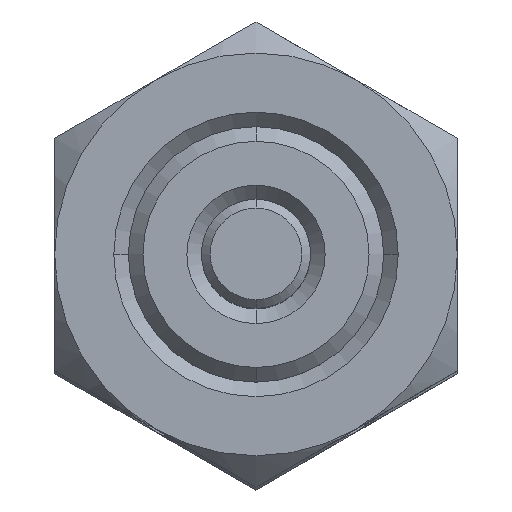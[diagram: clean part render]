
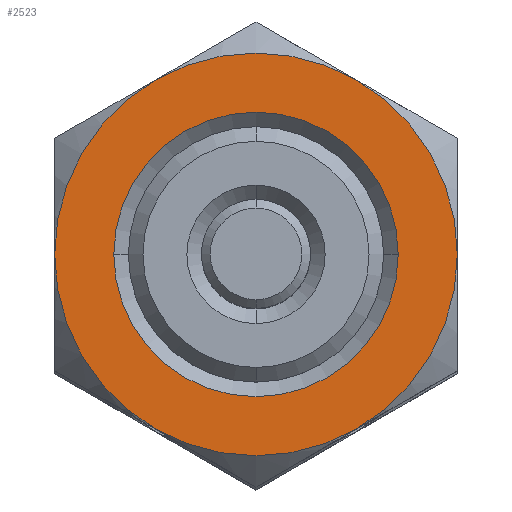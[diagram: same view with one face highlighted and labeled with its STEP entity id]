
A CAD part, top view. The second image highlights one B-rep face of the part: STEP entity #2523.
In plain terms, the highlighted planar face has unit normal (0, 0, 1).
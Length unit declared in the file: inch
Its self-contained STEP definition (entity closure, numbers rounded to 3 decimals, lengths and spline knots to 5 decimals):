
#39 = VERTEX_POINT ( 'NONE', #1362 ) ;
#42 = DIRECTION ( 'NONE',  ( 0., 0., 1. ) ) ;
#75 = CIRCLE ( 'NONE', #3311, 0.345 ) ;
#95 = ORIENTED_EDGE ( 'NONE', *, *, #1300, .T. ) ;
#285 = CARTESIAN_POINT ( 'NONE',  ( 0.345, 0., 0.125 ) ) ;
#311 = CIRCLE ( 'NONE', #985, 0.24375 ) ;
#314 = DIRECTION ( 'NONE',  ( 1., 0., 0. ) ) ;
#375 = ORIENTED_EDGE ( 'NONE', *, *, #2192, .T. ) ;
#385 = CARTESIAN_POINT ( 'NONE',  ( 0., 0., 0.125 ) ) ;
#470 = EDGE_LOOP ( 'NONE', ( #95, #712, #927, #2321, #3858, #2576 ) ) ;
#515 = CARTESIAN_POINT ( 'NONE',  ( 0., 0., 0.125 ) ) ;
#588 = AXIS2_PLACEMENT_3D ( 'NONE', #1917, #42, #2220 ) ;
#595 = EDGE_CURVE ( 'NONE', #3827, #3989, #4001, .T. ) ;
#698 = DIRECTION ( 'NONE',  ( 0., 0., 1. ) ) ;
#704 = DIRECTION ( 'NONE',  ( 1., 0., 0. ) ) ;
#712 = ORIENTED_EDGE ( 'NONE', *, *, #3677, .T. ) ;
#714 = CIRCLE ( 'NONE', #2291, 0.345 ) ;
#755 = EDGE_CURVE ( 'NONE', #2092, #2521, #1214, .T. ) ;
#774 = CARTESIAN_POINT ( 'NONE',  ( 0.1725, 0.29878, 0.125 ) ) ;
#835 = DIRECTION ( 'NONE',  ( 1., 0., 0. ) ) ;
#859 = DIRECTION ( 'NONE',  ( 1., 0., 0. ) ) ;
#927 = ORIENTED_EDGE ( 'NONE', *, *, #755, .T. ) ;
#985 = AXIS2_PLACEMENT_3D ( 'NONE', #515, #2695, #835 ) ;
#1072 = AXIS2_PLACEMENT_3D ( 'NONE', #1866, #4043, #2155 ) ;
#1162 = DIRECTION ( 'NONE',  ( 0., 0., -1. ) ) ;
#1214 = CIRCLE ( 'NONE', #2451, 0.345 ) ;
#1300 = EDGE_CURVE ( 'NONE', #3989, #2367, #714, .T. ) ;
#1334 = VERTEX_POINT ( 'NONE', #2239 ) ;
#1362 = CARTESIAN_POINT ( 'NONE',  ( -0.345, 0., 0.125 ) ) ;
#1477 = EDGE_CURVE ( 'NONE', #1334, #3650, #311, .T. ) ;
#1726 = CARTESIAN_POINT ( 'NONE',  ( 0., 0., 0.125 ) ) ;
#1750 = CARTESIAN_POINT ( 'NONE',  ( -0.1725, -0.29878, 0.125 ) ) ;
#1788 = FACE_OUTER_BOUND ( 'NONE', #470, .T. ) ;
#1866 = CARTESIAN_POINT ( 'NONE',  ( 0., 0., 0.125 ) ) ;
#1917 = CARTESIAN_POINT ( 'NONE',  ( 0., 0., 0.125 ) ) ;
#1920 = ORIENTED_EDGE ( 'NONE', *, *, #1477, .T. ) ;
#1957 = CARTESIAN_POINT ( 'NONE',  ( 0., 0., 0.125 ) ) ;
#2026 = DIRECTION ( 'NONE',  ( 1., 0., 0. ) ) ;
#2092 = VERTEX_POINT ( 'NONE', #774 ) ;
#2105 = CIRCLE ( 'NONE', #3616, 0.24375 ) ;
#2155 = DIRECTION ( 'NONE',  ( 1., 0., 0. ) ) ;
#2161 = CARTESIAN_POINT ( 'NONE',  ( 0.24375, 0., 0.125 ) ) ;
#2180 = DIRECTION ( 'NONE',  ( 0., 0., 1. ) ) ;
#2192 = EDGE_CURVE ( 'NONE', #3650, #1334, #2105, .T. ) ;
#2220 = DIRECTION ( 'NONE',  ( 1., 0., 0. ) ) ;
#2237 = AXIS2_PLACEMENT_3D ( 'NONE', #3960, #2727, #859 ) ;
#2239 = CARTESIAN_POINT ( 'NONE',  ( -0.24375, 0., 0.125 ) ) ;
#2291 = AXIS2_PLACEMENT_3D ( 'NONE', #2556, #698, #2888 ) ;
#2321 = ORIENTED_EDGE ( 'NONE', *, *, #3947, .T. ) ;
#2353 = CARTESIAN_POINT ( 'NONE',  ( 0.1725, -0.29878, 0.125 ) ) ;
#2367 = VERTEX_POINT ( 'NONE', #285 ) ;
#2451 = AXIS2_PLACEMENT_3D ( 'NONE', #385, #2567, #704 ) ;
#2521 = VERTEX_POINT ( 'NONE', #3652 ) ;
#2523 = ADVANCED_FACE ( 'NONE', ( #3355, #1788 ), #3345, .T. ) ;
#2556 = CARTESIAN_POINT ( 'NONE',  ( 0., 0., 0.125 ) ) ;
#2567 = DIRECTION ( 'NONE',  ( 0., 0., 1. ) ) ;
#2576 = ORIENTED_EDGE ( 'NONE', *, *, #595, .T. ) ;
#2695 = DIRECTION ( 'NONE',  ( 0., 0., -1. ) ) ;
#2727 = DIRECTION ( 'NONE',  ( 0., 0., 1. ) ) ;
#2888 = DIRECTION ( 'NONE',  ( 1., 0., 0. ) ) ;
#2967 = AXIS2_PLACEMENT_3D ( 'NONE', #1957, #2180, #314 ) ;
#3048 = CARTESIAN_POINT ( 'NONE',  ( 0., 0., 0.125 ) ) ;
#3311 = AXIS2_PLACEMENT_3D ( 'NONE', #1726, #3903, #2026 ) ;
#3345 = PLANE ( 'NONE',  #2237 ) ;
#3355 = FACE_BOUND ( 'NONE', #3544, .T. ) ;
#3356 = DIRECTION ( 'NONE',  ( 1., 0., 0. ) ) ;
#3464 = CIRCLE ( 'NONE', #2967, 0.345 ) ;
#3544 = EDGE_LOOP ( 'NONE', ( #375, #1920 ) ) ;
#3616 = AXIS2_PLACEMENT_3D ( 'NONE', #3048, #1162, #3356 ) ;
#3650 = VERTEX_POINT ( 'NONE', #2161 ) ;
#3652 = CARTESIAN_POINT ( 'NONE',  ( -0.1725, 0.29878, 0.125 ) ) ;
#3677 = EDGE_CURVE ( 'NONE', #2367, #2092, #3464, .T. ) ;
#3735 = EDGE_CURVE ( 'NONE', #39, #3827, #3885, .T. ) ;
#3827 = VERTEX_POINT ( 'NONE', #1750 ) ;
#3858 = ORIENTED_EDGE ( 'NONE', *, *, #3735, .T. ) ;
#3885 = CIRCLE ( 'NONE', #588, 0.345 ) ;
#3903 = DIRECTION ( 'NONE',  ( 0., 0., 1. ) ) ;
#3947 = EDGE_CURVE ( 'NONE', #2521, #39, #75, .T. ) ;
#3960 = CARTESIAN_POINT ( 'NONE',  ( -0.345, 0.19919, 0.125 ) ) ;
#3989 = VERTEX_POINT ( 'NONE', #2353 ) ;
#4001 = CIRCLE ( 'NONE', #1072, 0.345 ) ;
#4043 = DIRECTION ( 'NONE',  ( 0., 0., 1. ) ) ;
